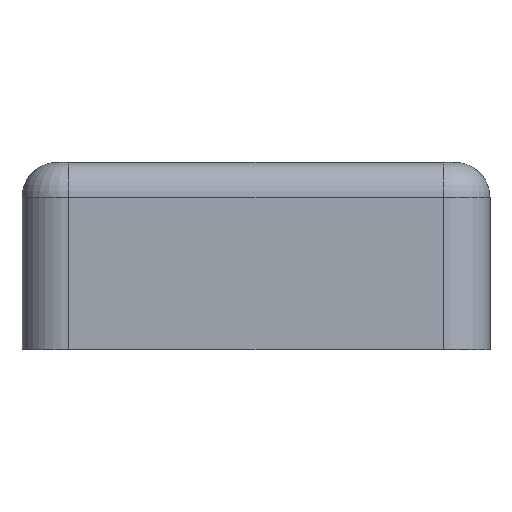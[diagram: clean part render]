
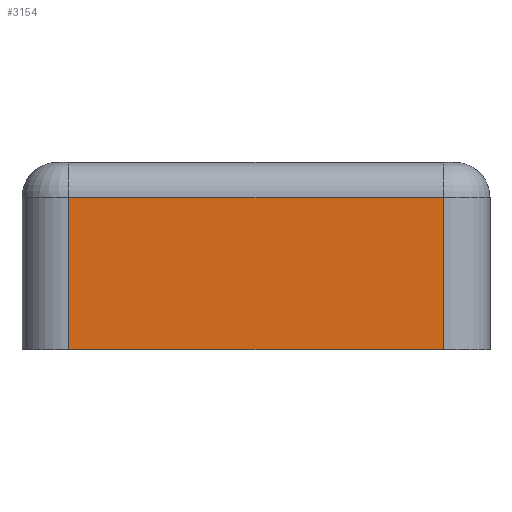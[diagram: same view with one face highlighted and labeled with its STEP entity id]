
A CAD part, front view. The second image highlights one B-rep face of the part: STEP entity #3154.
In plain terms, the highlighted planar face has unit normal (0, -1, 0).
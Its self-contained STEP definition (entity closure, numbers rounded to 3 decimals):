
#149 = CARTESIAN_POINT ( 'NONE',  ( -16., -40., 0. ) ) ;
#1004 = EDGE_LOOP ( 'NONE', ( #2669, #2663, #4929, #2649 ) ) ;
#1629 = VERTEX_POINT ( 'NONE', #149 ) ;
#1894 = LINE ( 'NONE', #4626, #1945 ) ;
#1945 = VECTOR ( 'NONE', #4621, 1000. ) ;
#1970 = AXIS2_PLACEMENT_3D ( 'NONE', #7182, #7187, #7188 ) ;
#2649 = ORIENTED_EDGE ( 'NONE', *, *, #2843, .T. ) ;
#2663 = ORIENTED_EDGE ( 'NONE', *, *, #3436, .T. ) ;
#2669 = ORIENTED_EDGE ( 'NONE', *, *, #3435, .T. ) ;
#2789 = VERTEX_POINT ( 'NONE', #4570 ) ;
#2843 = EDGE_CURVE ( 'NONE', #1629, #2789, #1894, .T. ) ;
#3154 = ADVANCED_FACE ( 'NONE', ( #5798 ), #7185, .F. ) ;
#3435 = EDGE_CURVE ( 'NONE', #2789, #4520, #6014, .T. ) ;
#3436 = EDGE_CURVE ( 'NONE', #4520, #4508, #6016, .T. ) ;
#3437 = EDGE_CURVE ( 'NONE', #4508, #1629, #6018, .T. ) ;
#3510 = CARTESIAN_POINT ( 'NONE',  ( 16., -40., 16. ) ) ;
#3511 = DIRECTION ( 'NONE',  ( 0., 0., 1. ) ) ;
#3512 = CARTESIAN_POINT ( 'NONE',  ( -20., -40., 13. ) ) ;
#3513 = DIRECTION ( 'NONE',  ( -1., 0., 0. ) ) ;
#3514 = CARTESIAN_POINT ( 'NONE',  ( -16., -40., 16. ) ) ;
#3515 = DIRECTION ( 'NONE',  ( 0., 0., -1. ) ) ;
#3699 = CARTESIAN_POINT ( 'NONE',  ( -16., -40., 13. ) ) ;
#3711 = CARTESIAN_POINT ( 'NONE',  ( 16., -40., 13. ) ) ;
#4508 = VERTEX_POINT ( 'NONE', #3699 ) ;
#4520 = VERTEX_POINT ( 'NONE', #3711 ) ;
#4570 = CARTESIAN_POINT ( 'NONE',  ( 16., -40., 0. ) ) ;
#4621 = DIRECTION ( 'NONE',  ( 1., 0., 0. ) ) ;
#4626 = CARTESIAN_POINT ( 'NONE',  ( -20., -40., 0. ) ) ;
#4929 = ORIENTED_EDGE ( 'NONE', *, *, #3437, .T. ) ;
#5798 = FACE_OUTER_BOUND ( 'NONE', #1004, .T. ) ;
#6014 = LINE ( 'NONE', #3510, #6017 ) ;
#6016 = LINE ( 'NONE', #3512, #6019 ) ;
#6017 = VECTOR ( 'NONE', #3511, 1000. ) ;
#6018 = LINE ( 'NONE', #3514, #6021 ) ;
#6019 = VECTOR ( 'NONE', #3513, 1000. ) ;
#6021 = VECTOR ( 'NONE', #3515, 1000. ) ;
#7182 = CARTESIAN_POINT ( 'NONE',  ( -20., -40., 16. ) ) ;
#7185 = PLANE ( 'NONE',  #1970 ) ;
#7187 = DIRECTION ( 'NONE',  ( 0., 1., 0. ) ) ;
#7188 = DIRECTION ( 'NONE',  ( -1., 0., 0. ) ) ;
